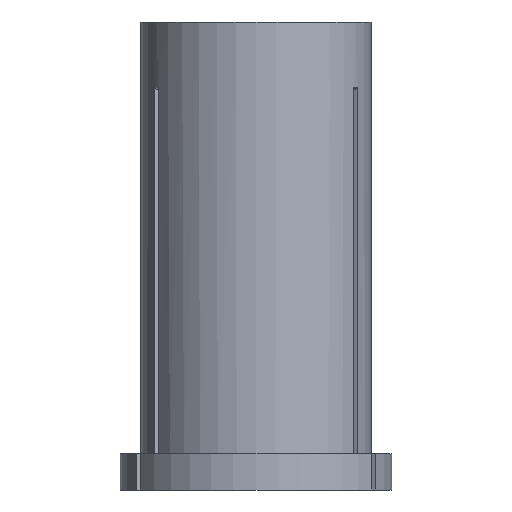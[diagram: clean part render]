
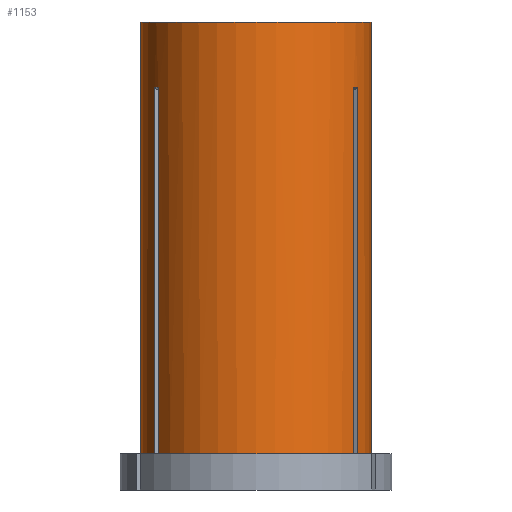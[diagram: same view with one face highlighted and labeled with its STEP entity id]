
A CAD part, front view. The second image highlights one B-rep face of the part: STEP entity #1153.
In plain terms, the highlighted cylindrical face has radius 15.875 mm (diameter 31.75 mm), a partial arc.
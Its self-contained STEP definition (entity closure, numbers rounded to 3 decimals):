
#15 = CIRCLE ( 'NONE', #822, 15.875 ) ;
#18 = ORIENTED_EDGE ( 'NONE', *, *, #1231, .T. ) ;
#21 = VERTEX_POINT ( 'NONE', #118 ) ;
#22 = EDGE_CURVE ( 'NONE', #152, #200, #530, .T. ) ;
#86 = VECTOR ( 'NONE', #835, 1000. ) ;
#118 = CARTESIAN_POINT ( 'NONE',  ( 13.491, -8.367, -9.006 ) ) ;
#143 = DIRECTION ( 'NONE',  ( 0., 0., 1. ) ) ;
#152 = VERTEX_POINT ( 'NONE', #1273 ) ;
#157 = DIRECTION ( 'NONE',  ( 0., 0., 1. ) ) ;
#175 = ORIENTED_EDGE ( 'NONE', *, *, #1077, .T. ) ;
#198 = LINE ( 'NONE', #868, #727 ) ;
#200 = VERTEX_POINT ( 'NONE', #681 ) ;
#206 = CARTESIAN_POINT ( 'NONE',  ( 0., 0., 0. ) ) ;
#220 = VERTEX_POINT ( 'NONE', #1212 ) ;
#224 = CARTESIAN_POINT ( 'NONE',  ( 13.751, -7.938, -8.998 ) ) ;
#230 = CARTESIAN_POINT ( 'NONE',  ( 13.991, -7.501, -9.006 ) ) ;
#236 = CARTESIAN_POINT ( 'NONE',  ( -13.491, -8.367, -9.006 ) ) ;
#257 = VERTEX_POINT ( 'NONE', #749 ) ;
#263 = VERTEX_POINT ( 'NONE', #1116 ) ;
#283 = CARTESIAN_POINT ( 'NONE',  ( -13.491, -8.367, -59.6 ) ) ;
#284 = EDGE_CURVE ( 'NONE', #200, #755, #198, .T. ) ;
#288 = LINE ( 'NONE', #329, #503 ) ;
#296 = B_SPLINE_CURVE_WITH_KNOTS ( 'NONE', 3,
 ( #1165, #856, #224, #1060, #230 ),
 .UNSPECIFIED., .F., .F.,
 ( 4, 1, 4 ),
 ( 0.098, 0.098, 0.099 ),
 .UNSPECIFIED. ) ;
#321 = CIRCLE ( 'NONE', #333, 15.875 ) ;
#329 = CARTESIAN_POINT ( 'NONE',  ( -13.491, -8.367, 0. ) ) ;
#333 = AXIS2_PLACEMENT_3D ( 'NONE', #1268, #1051, #953 ) ;
#335 = CARTESIAN_POINT ( 'NONE',  ( -13.991, -7.501, -9.006 ) ) ;
#341 = DIRECTION ( 'NONE',  ( 0., 0., 1. ) ) ;
#351 = CARTESIAN_POINT ( 'NONE',  ( -15.875, 0., 0. ) ) ;
#357 = CARTESIAN_POINT ( 'NONE',  ( 13.991, -7.501, -9.006 ) ) ;
#371 = LINE ( 'NONE', #635, #86 ) ;
#410 = ORIENTED_EDGE ( 'NONE', *, *, #528, .F. ) ;
#412 = DIRECTION ( 'NONE',  ( 0., 0., 1. ) ) ;
#419 = ORIENTED_EDGE ( 'NONE', *, *, #472, .T. ) ;
#432 = EDGE_CURVE ( 'NONE', #642, #545, #511, .T. ) ;
#448 = VECTOR ( 'NONE', #714, 1000. ) ;
#456 = FACE_OUTER_BOUND ( 'NONE', #1228, .T. ) ;
#470 = CARTESIAN_POINT ( 'NONE',  ( -13.991, -7.501, -9.006 ) ) ;
#472 = EDGE_CURVE ( 'NONE', #220, #21, #883, .T. ) ;
#476 = LINE ( 'NONE', #1291, #677 ) ;
#494 = CARTESIAN_POINT ( 'NONE',  ( 13.491, -8.367, 0. ) ) ;
#503 = VECTOR ( 'NONE', #651, 1000. ) ;
#511 = B_SPLINE_CURVE_WITH_KNOTS ( 'NONE', 3,
 ( #335, #1180, #975, #866, #1287, #236 ),
 .UNSPECIFIED., .F., .F.,
 ( 4, 2, 4 ),
 ( 0.089, 0.09, 0.09 ),
 .UNSPECIFIED. ) ;
#528 = EDGE_CURVE ( 'NONE', #263, #683, #371, .T. ) ;
#530 = CIRCLE ( 'NONE', #867, 15.875 ) ;
#541 = ORIENTED_EDGE ( 'NONE', *, *, #1302, .F. ) ;
#545 = VERTEX_POINT ( 'NONE', #1080 ) ;
#584 = CARTESIAN_POINT ( 'NONE',  ( 13.991, -7.501, 0. ) ) ;
#586 = EDGE_CURVE ( 'NONE', #683, #755, #321, .T. ) ;
#615 = DIRECTION ( 'NONE',  ( 1., 0., 0. ) ) ;
#620 = EDGE_CURVE ( 'NONE', #21, #1343, #296, .T. ) ;
#631 = DIRECTION ( 'NONE',  ( 1., 0., 0. ) ) ;
#634 = LINE ( 'NONE', #584, #878 ) ;
#635 = CARTESIAN_POINT ( 'NONE',  ( -15.875, 0., 0. ) ) ;
#640 = ORIENTED_EDGE ( 'NONE', *, *, #586, .F. ) ;
#642 = VERTEX_POINT ( 'NONE', #470 ) ;
#651 = DIRECTION ( 'NONE',  ( 0., 0., 1. ) ) ;
#662 = CARTESIAN_POINT ( 'NONE',  ( 0., 0., -59.6 ) ) ;
#663 = DIRECTION ( 'NONE',  ( 0., 0., 1. ) ) ;
#665 = EDGE_CURVE ( 'NONE', #903, #545, #288, .T. ) ;
#677 = VECTOR ( 'NONE', #663, 1000. ) ;
#681 = CARTESIAN_POINT ( 'NONE',  ( 15.875, 0., -59.6 ) ) ;
#683 = VERTEX_POINT ( 'NONE', #351 ) ;
#687 = CARTESIAN_POINT ( 'NONE',  ( 0., 0., -59.6 ) ) ;
#714 = DIRECTION ( 'NONE',  ( 0., 0., 1. ) ) ;
#716 = CARTESIAN_POINT ( 'NONE',  ( 15.875, 0., 0. ) ) ;
#727 = VECTOR ( 'NONE', #341, 1000. ) ;
#749 = CARTESIAN_POINT ( 'NONE',  ( -13.991, -7.501, -59.6 ) ) ;
#755 = VERTEX_POINT ( 'NONE', #716 ) ;
#773 = DIRECTION ( 'NONE',  ( 1., 0., 0. ) ) ;
#822 = AXIS2_PLACEMENT_3D ( 'NONE', #1124, #1245, #615 ) ;
#835 = DIRECTION ( 'NONE',  ( 0., 0., 1. ) ) ;
#856 = CARTESIAN_POINT ( 'NONE',  ( 13.58, -8.224, -9.002 ) ) ;
#862 = AXIS2_PLACEMENT_3D ( 'NONE', #687, #157, #1305 ) ;
#866 = CARTESIAN_POINT ( 'NONE',  ( -13.664, -8.083, -9. ) ) ;
#867 = AXIS2_PLACEMENT_3D ( 'NONE', #662, #894, #773 ) ;
#868 = CARTESIAN_POINT ( 'NONE',  ( 15.875, 0., 0. ) ) ;
#878 = VECTOR ( 'NONE', #143, 1000. ) ;
#883 = LINE ( 'NONE', #494, #448 ) ;
#894 = DIRECTION ( 'NONE',  ( 0., 0., 1. ) ) ;
#903 = VERTEX_POINT ( 'NONE', #283 ) ;
#953 = DIRECTION ( 'NONE',  ( 1., 0., 0. ) ) ;
#966 = ORIENTED_EDGE ( 'NONE', *, *, #1277, .T. ) ;
#975 = CARTESIAN_POINT ( 'NONE',  ( -13.831, -7.794, -9. ) ) ;
#996 = ORIENTED_EDGE ( 'NONE', *, *, #665, .F. ) ;
#1051 = DIRECTION ( 'NONE',  ( 0., 0., 1. ) ) ;
#1060 = CARTESIAN_POINT ( 'NONE',  ( 13.913, -7.647, -9.002 ) ) ;
#1063 = ORIENTED_EDGE ( 'NONE', *, *, #432, .T. ) ;
#1077 = EDGE_CURVE ( 'NONE', #263, #257, #15, .T. ) ;
#1080 = CARTESIAN_POINT ( 'NONE',  ( -13.491, -8.367, -9.006 ) ) ;
#1116 = CARTESIAN_POINT ( 'NONE',  ( -15.875, 0., -59.6 ) ) ;
#1124 = CARTESIAN_POINT ( 'NONE',  ( 0., 0., -59.6 ) ) ;
#1133 = CIRCLE ( 'NONE', #862, 15.875 ) ;
#1153 = ADVANCED_FACE ( 'NONE', ( #456 ), #1177, .T. ) ;
#1165 = CARTESIAN_POINT ( 'NONE',  ( 13.491, -8.367, -9.006 ) ) ;
#1177 = CYLINDRICAL_SURFACE ( 'NONE', #1234, 15.875 ) ;
#1180 = CARTESIAN_POINT ( 'NONE',  ( -13.912, -7.648, -9.002 ) ) ;
#1212 = CARTESIAN_POINT ( 'NONE',  ( 13.491, -8.367, -59.6 ) ) ;
#1221 = ORIENTED_EDGE ( 'NONE', *, *, #22, .T. ) ;
#1228 = EDGE_LOOP ( 'NONE', ( #410, #175, #18, #1063, #996, #966, #419, #1294, #541, #1221, #1328, #640 ) ) ;
#1231 = EDGE_CURVE ( 'NONE', #257, #642, #476, .T. ) ;
#1234 = AXIS2_PLACEMENT_3D ( 'NONE', #206, #412, #631 ) ;
#1245 = DIRECTION ( 'NONE',  ( 0., 0., 1. ) ) ;
#1268 = CARTESIAN_POINT ( 'NONE',  ( 0., 0., 0. ) ) ;
#1273 = CARTESIAN_POINT ( 'NONE',  ( 13.991, -7.501, -59.6 ) ) ;
#1277 = EDGE_CURVE ( 'NONE', #903, #220, #1133, .T. ) ;
#1287 = CARTESIAN_POINT ( 'NONE',  ( -13.579, -8.226, -9.002 ) ) ;
#1291 = CARTESIAN_POINT ( 'NONE',  ( -13.991, -7.501, 0. ) ) ;
#1294 = ORIENTED_EDGE ( 'NONE', *, *, #620, .T. ) ;
#1302 = EDGE_CURVE ( 'NONE', #152, #1343, #634, .T. ) ;
#1305 = DIRECTION ( 'NONE',  ( 1., 0., 0. ) ) ;
#1328 = ORIENTED_EDGE ( 'NONE', *, *, #284, .T. ) ;
#1343 = VERTEX_POINT ( 'NONE', #357 ) ;
